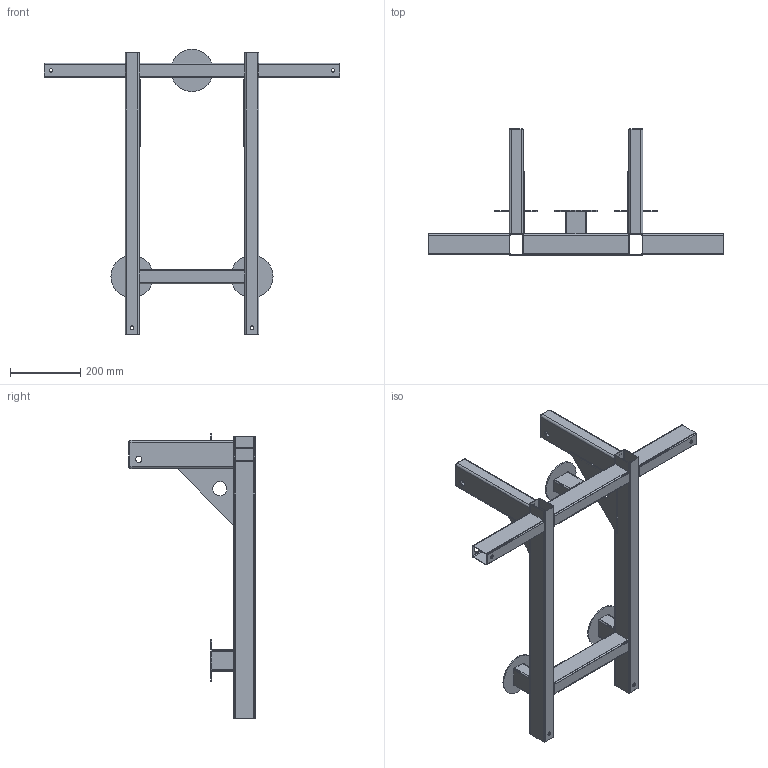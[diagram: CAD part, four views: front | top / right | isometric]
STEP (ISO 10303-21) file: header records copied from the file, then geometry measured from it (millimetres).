
FILE_DESCRIPTION (( 'STEP AP203' ), '1' );
FILE_NAME ('OUT-P20103_CHAISE_26072021.STEP', '2021-07-26T16:10:11', ( '' ), ( '' ), 'SwSTEP 2.0', 'SolidWorks 2020', '' );
FILE_SCHEMA (( 'CONFIG_CONTROL_DESIGN' ));
Length unit declared in the file: millimetre
Products named in the file (1): OUT-P20103_CHAISE_26072021
Bounding box: 840 x 358 x 810 mm (x, y, z)
Volume: 1666134.7 mm3; surface area: 1484475.1 mm2
Topology: 18 solids, 18 shells, 268 faces, 696 edges, 464 vertices
Faces by surface type: plane 138, cylinder 130
Entity records: 8423 total; most frequent: DIRECTION 1494, CARTESIAN_POINT 1429, ORIENTED_EDGE 1392, EDGE_CURVE 696, AXIS2_PLACEMENT_3D 529, VERTEX_POINT 464, VECTOR 436, LINE 436
